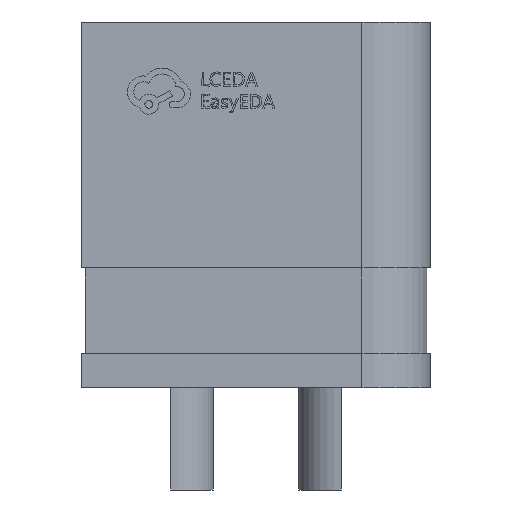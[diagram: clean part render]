
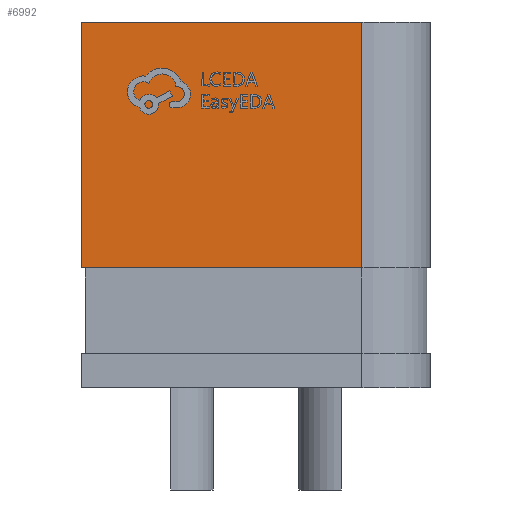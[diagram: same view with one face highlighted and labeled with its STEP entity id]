
A CAD part, front view. The second image highlights one B-rep face of the part: STEP entity #6992.
In plain terms, the highlighted planar face has unit normal (0, -1, 0).
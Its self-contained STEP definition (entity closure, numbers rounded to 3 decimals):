
#434=PLANE('',#7442);
#680=FACE_OUTER_BOUND('',#1063,.T.);
#1063=EDGE_LOOP('',(#4605,#4606,#4607,#4608));
#1483=LINE('',#9413,#2184);
#1486=LINE('',#9419,#2187);
#1487=LINE('',#9421,#2188);
#1488=LINE('',#9422,#2189);
#2184=VECTOR('',#7885,1.);
#2187=VECTOR('',#7890,1.);
#2188=VECTOR('',#7891,1.);
#2189=VECTOR('',#7892,1.);
#2944=VERTEX_POINT('',#9409);
#2946=VERTEX_POINT('',#9412);
#2948=VERTEX_POINT('',#9418);
#2949=VERTEX_POINT('',#9420);
#3607=EDGE_CURVE('',#2946,#2944,#1483,.T.);
#3610=EDGE_CURVE('',#2948,#2944,#1486,.T.);
#3611=EDGE_CURVE('',#2948,#2949,#1487,.T.);
#3612=EDGE_CURVE('',#2946,#2949,#1488,.T.);
#4605=ORIENTED_EDGE('',*,*,#3610,.F.);
#4606=ORIENTED_EDGE('',*,*,#3611,.T.);
#4607=ORIENTED_EDGE('',*,*,#3612,.F.);
#4608=ORIENTED_EDGE('',*,*,#3607,.T.);
#6992=ADVANCED_FACE('',(#680),#434,.F.);
#7442=AXIS2_PLACEMENT_3D('',#9417,#7888,#7889);
#7885=DIRECTION('',(0.,0.,-1.));
#7888=DIRECTION('center_axis',(0.,1.,0.));
#7889=DIRECTION('ref_axis',(0.,0.,-1.));
#7890=DIRECTION('',(-1.,0.,0.));
#7891=DIRECTION('',(0.,0.,1.));
#7892=DIRECTION('',(1.,0.,0.));
#9409=CARTESIAN_POINT('',(-5.1,-2.6,3.5));
#9412=CARTESIAN_POINT('',(-5.1,-2.6,10.7));
#9413=CARTESIAN_POINT('',(-5.1,-2.6,10.7));
#9417=CARTESIAN_POINT('Origin',(5.1,-2.6,10.7));
#9418=CARTESIAN_POINT('',(3.1,-2.6,3.5));
#9419=CARTESIAN_POINT('',(3.1,-2.6,3.5));
#9420=CARTESIAN_POINT('',(3.1,-2.6,10.7));
#9421=CARTESIAN_POINT('',(3.1,-2.6,10.7));
#9422=CARTESIAN_POINT('',(5.1,-2.6,10.7));
